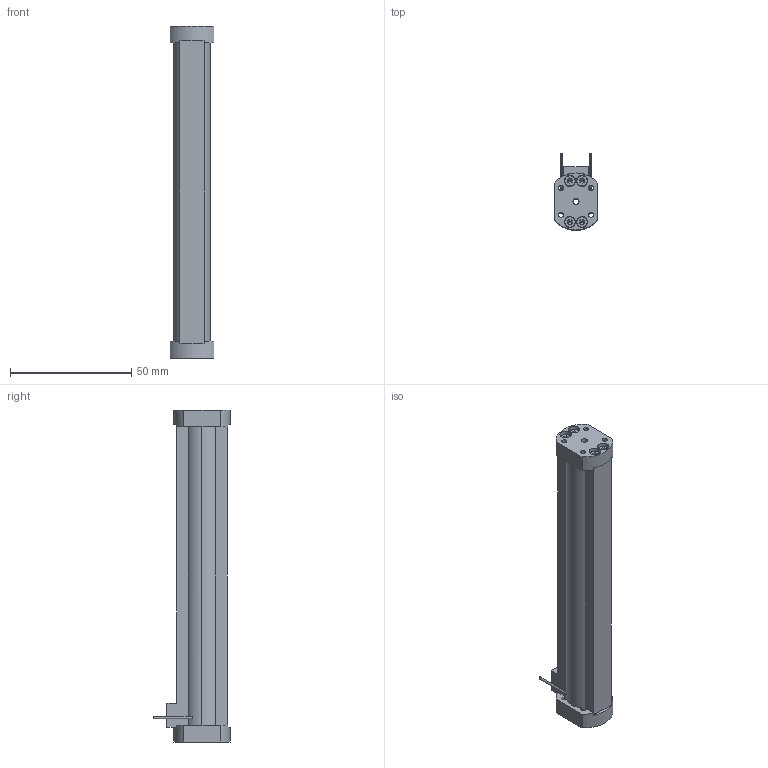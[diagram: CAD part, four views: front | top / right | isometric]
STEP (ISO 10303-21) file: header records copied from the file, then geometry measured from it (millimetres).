
FILE_DESCRIPTION (( 'STEP AP203' ), '1' );
FILE_NAME ('013811_PAss PPA120L +0.000.STEP', '2016-01-12T10:53:13', ( 'adminc' ), ( '' ), 'SwSTEP 2.0', 'SolidWorks 2015', '' );
FILE_SCHEMA (( 'CONFIG_CONTROL_DESIGN' ));
Length unit declared in the file: millimetre
Products named in the file (1): 013811_PAss PPA120L +0.000
Bounding box: 18 x 31.75 x 137 mm (x, y, z)
Volume: 32458.4 mm3; surface area: 17356 mm2
Topology: 1 solids, 5 shells, 351 faces, 847 edges, 508 vertices
Faces by surface type: plane 170, cylinder 117, cone 32, torus 32
Entity records: 10260 total; most frequent: DIRECTION 1923, CARTESIAN_POINT 1761, ORIENTED_EDGE 1662, EDGE_CURVE 831, AXIS2_PLACEMENT_3D 744, VERTEX_POINT 508, VECTOR 435, LINE 435
